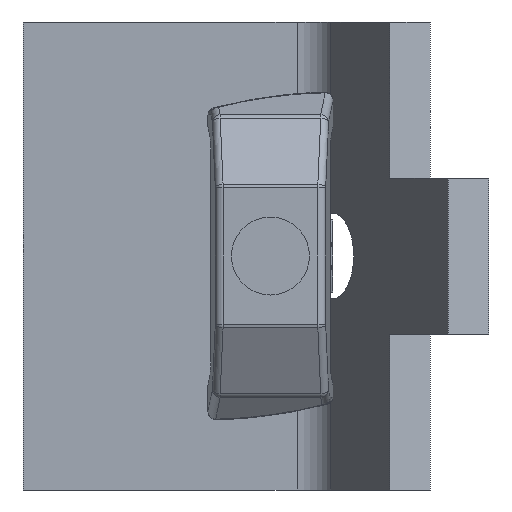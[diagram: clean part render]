
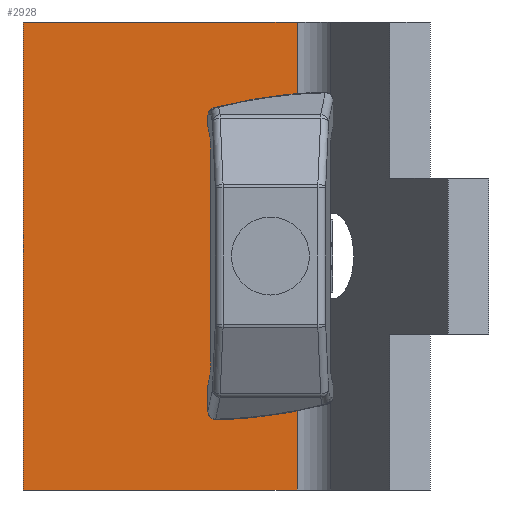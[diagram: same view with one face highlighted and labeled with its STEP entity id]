
A CAD part, front view. The second image highlights one B-rep face of the part: STEP entity #2928.
In plain terms, the highlighted planar face has unit normal (0, -1, 0).
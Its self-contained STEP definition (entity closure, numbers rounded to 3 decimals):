
#28 = LINE ( 'NONE', #2003, #2768 ) ;
#128 = LINE ( 'NONE', #3410, #3355 ) ;
#237 = DIRECTION ( 'NONE',  ( 0., 1., 0. ) ) ;
#268 = CARTESIAN_POINT ( 'NONE',  ( 31.7, 0., 5.5 ) ) ;
#349 = PLANE ( 'NONE',  #1809 ) ;
#381 = DIRECTION ( 'NONE',  ( 0., 0., -1. ) ) ;
#397 = CARTESIAN_POINT ( 'NONE',  ( 0., 0., 30. ) ) ;
#505 = EDGE_CURVE ( 'NONE', #3821, #1775, #3017, .T. ) ;
#640 = DIRECTION ( 'NONE',  ( 1., 0., 0. ) ) ;
#679 = CARTESIAN_POINT ( 'NONE',  ( 0., 0., 30. ) ) ;
#795 = VECTOR ( 'NONE', #1335, 1000. ) ;
#894 = ORIENTED_EDGE ( 'NONE', *, *, #2427, .T. ) ;
#907 = LINE ( 'NONE', #3713, #3259 ) ;
#966 = EDGE_LOOP ( 'NONE', ( #1276, #1088, #2987, #1153, #1208, #1114, #894, #2559, #1984 ) ) ;
#974 = CARTESIAN_POINT ( 'NONE',  ( 35.113, 0., 30. ) ) ;
#1001 = LINE ( 'NONE', #974, #1803 ) ;
#1012 = DIRECTION ( 'NONE',  ( 0., 1., 0. ) ) ;
#1037 = VERTEX_POINT ( 'NONE', #2674 ) ;
#1088 = ORIENTED_EDGE ( 'NONE', *, *, #505, .T. ) ;
#1114 = ORIENTED_EDGE ( 'NONE', *, *, #2184, .T. ) ;
#1153 = ORIENTED_EDGE ( 'NONE', *, *, #2416, .F. ) ;
#1208 = ORIENTED_EDGE ( 'NONE', *, *, #2422, .F. ) ;
#1239 = CARTESIAN_POINT ( 'NONE',  ( 0., 0., -30. ) ) ;
#1276 = ORIENTED_EDGE ( 'NONE', *, *, #2298, .T. ) ;
#1318 = CARTESIAN_POINT ( 'NONE',  ( 0., 0., 30. ) ) ;
#1335 = DIRECTION ( 'NONE',  ( 0., 0., -1. ) ) ;
#1393 = VERTEX_POINT ( 'NONE', #3002 ) ;
#1424 = VERTEX_POINT ( 'NONE', #2476 ) ;
#1661 = VERTEX_POINT ( 'NONE', #2942 ) ;
#1672 = CARTESIAN_POINT ( 'NONE',  ( 35.113, 0., 30. ) ) ;
#1700 = LINE ( 'NONE', #1672, #795 ) ;
#1775 = VERTEX_POINT ( 'NONE', #268 ) ;
#1803 = VECTOR ( 'NONE', #3420, 1000. ) ;
#1809 = AXIS2_PLACEMENT_3D ( 'NONE', #679, #1012, #3183 ) ;
#1984 = ORIENTED_EDGE ( 'NONE', *, *, #2477, .T. ) ;
#2003 = CARTESIAN_POINT ( 'NONE',  ( 42.7, 0., -5.5 ) ) ;
#2009 = VECTOR ( 'NONE', #640, 1000. ) ;
#2077 = VERTEX_POINT ( 'NONE', #2414 ) ;
#2184 = EDGE_CURVE ( 'NONE', #1037, #2299, #3491, .T. ) ;
#2207 = CARTESIAN_POINT ( 'NONE',  ( 35.113, 0., -30. ) ) ;
#2252 = CARTESIAN_POINT ( 'NONE',  ( 31.7, 0., 0. ) ) ;
#2298 = EDGE_CURVE ( 'NONE', #1393, #3821, #3985, .T. ) ;
#2299 = VERTEX_POINT ( 'NONE', #1239 ) ;
#2408 = EDGE_CURVE ( 'NONE', #1775, #2077, #128, .T. ) ;
#2414 = CARTESIAN_POINT ( 'NONE',  ( 35.113, 0., 5.5 ) ) ;
#2416 = EDGE_CURVE ( 'NONE', #1424, #2077, #1001, .T. ) ;
#2422 = EDGE_CURVE ( 'NONE', #1037, #1424, #2673, .T. ) ;
#2427 = EDGE_CURVE ( 'NONE', #2299, #3891, #907, .T. ) ;
#2445 = EDGE_CURVE ( 'NONE', #1661, #3891, #1700, .T. ) ;
#2476 = CARTESIAN_POINT ( 'NONE',  ( 35.113, 0., 30. ) ) ;
#2477 = EDGE_CURVE ( 'NONE', #1661, #1393, #28, .T. ) ;
#2559 = ORIENTED_EDGE ( 'NONE', *, *, #2445, .F. ) ;
#2577 = DIRECTION ( 'NONE',  ( -1., 0., 0. ) ) ;
#2673 = LINE ( 'NONE', #1318, #2009 ) ;
#2674 = CARTESIAN_POINT ( 'NONE',  ( 0., 0., 30. ) ) ;
#2676 = DIRECTION ( 'NONE',  ( -1., 0., 0. ) ) ;
#2768 = VECTOR ( 'NONE', #2676, 1000. ) ;
#2795 = AXIS2_PLACEMENT_3D ( 'NONE', #2252, #237, #2577 ) ;
#2823 = VECTOR ( 'NONE', #381, 1000. ) ;
#2927 = DIRECTION ( 'NONE',  ( 1., 0., 0. ) ) ;
#2928 = ADVANCED_FACE ( 'NONE', ( #3530 ), #349, .F. ) ;
#2942 = CARTESIAN_POINT ( 'NONE',  ( 35.113, 0., -5.5 ) ) ;
#2987 = ORIENTED_EDGE ( 'NONE', *, *, #2408, .T. ) ;
#3002 = CARTESIAN_POINT ( 'NONE',  ( 31.7, 0., -5.5 ) ) ;
#3017 = CIRCLE ( 'NONE', #3676, 5.5 ) ;
#3122 = DIRECTION ( 'NONE',  ( -1., 0., 0. ) ) ;
#3179 = CARTESIAN_POINT ( 'NONE',  ( 31.7, 0., 0. ) ) ;
#3183 = DIRECTION ( 'NONE',  ( 0., 0., 1. ) ) ;
#3259 = VECTOR ( 'NONE', #3999, 1000. ) ;
#3282 = CARTESIAN_POINT ( 'NONE',  ( 26.2, 0., 0. ) ) ;
#3355 = VECTOR ( 'NONE', #2927, 1000. ) ;
#3393 = DIRECTION ( 'NONE',  ( 0., 1., 0. ) ) ;
#3410 = CARTESIAN_POINT ( 'NONE',  ( 42.7, 0., 5.5 ) ) ;
#3420 = DIRECTION ( 'NONE',  ( 0., 0., -1. ) ) ;
#3491 = LINE ( 'NONE', #397, #2823 ) ;
#3530 = FACE_OUTER_BOUND ( 'NONE', #966, .T. ) ;
#3676 = AXIS2_PLACEMENT_3D ( 'NONE', #3179, #3393, #3122 ) ;
#3713 = CARTESIAN_POINT ( 'NONE',  ( 0., 0., -30. ) ) ;
#3821 = VERTEX_POINT ( 'NONE', #3282 ) ;
#3891 = VERTEX_POINT ( 'NONE', #2207 ) ;
#3985 = CIRCLE ( 'NONE', #2795, 5.5 ) ;
#3999 = DIRECTION ( 'NONE',  ( 1., 0., 0. ) ) ;
